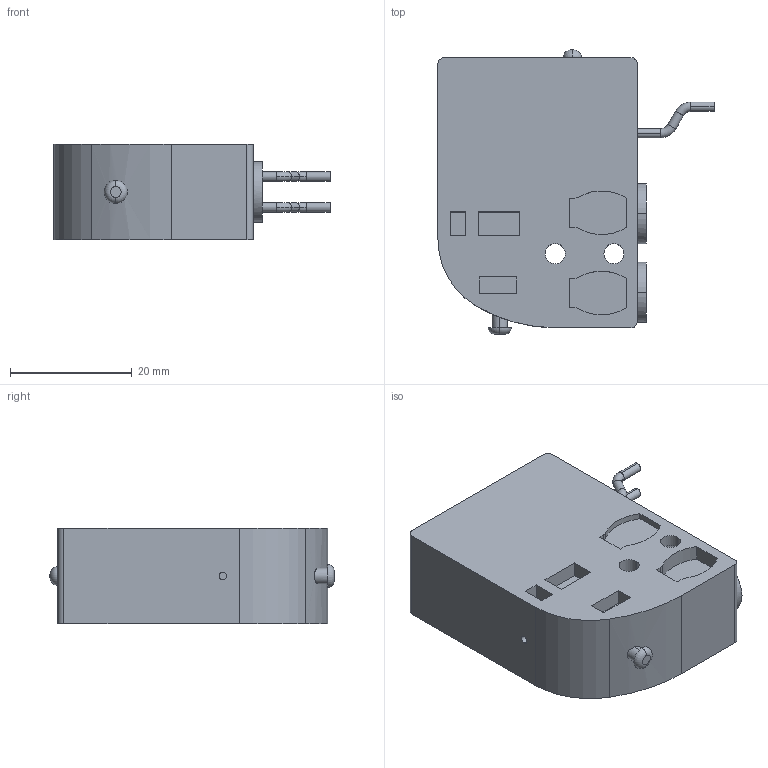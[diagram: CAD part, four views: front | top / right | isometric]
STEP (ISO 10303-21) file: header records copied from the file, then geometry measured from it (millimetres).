
FILE_DESCRIPTION (( 'STEP AP214' ), '1' );
FILE_NAME ('BVS-32A1-12DL.step', '2016-07-27T15:14:57', ( '' ), ( '' ), 'SwSTEP 2.0', 'SolidWorks 2016', '' );
FILE_SCHEMA (( 'AUTOMOTIVE_DESIGN' ));
Length unit declared in the file: inch
Products named in the file (1): BVS-32A1-12DL
Bounding box: 45.42 x 46.74 x 15.75 mm (x, y, z)
Volume: 20626.5 mm3; surface area: 6692.7 mm2
Topology: 1 solids, 1 shells, 149 faces, 369 edges, 242 vertices
Faces by surface type: plane 83, cylinder 54, torus 12
Entity records: 5072 total; most frequent: DIRECTION 809, CARTESIAN_POINT 803, ORIENTED_EDGE 738, EDGE_CURVE 369, AXIS2_PLACEMENT_3D 292, VERTEX_POINT 242, VECTOR 225, LINE 225
